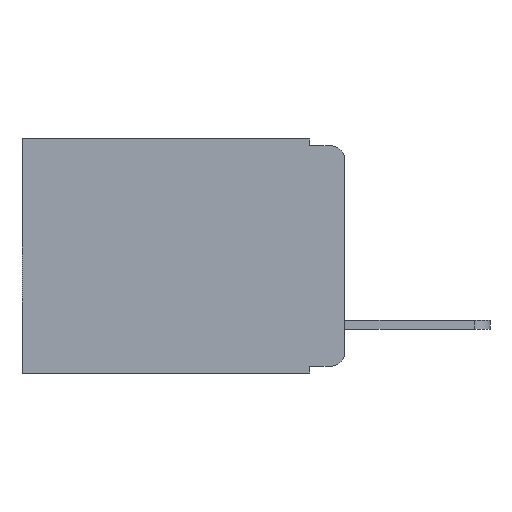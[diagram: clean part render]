
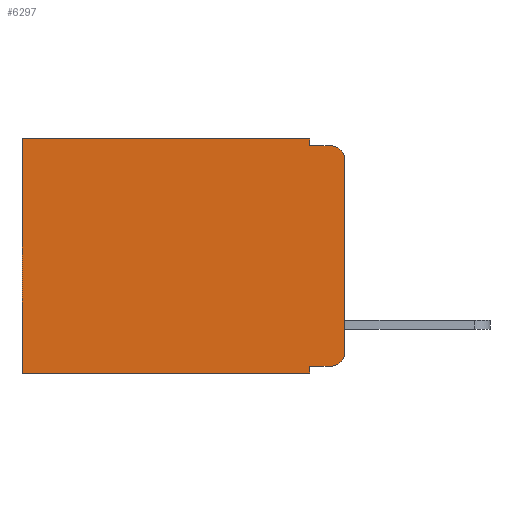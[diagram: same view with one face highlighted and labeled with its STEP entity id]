
A CAD part, left-side view. The second image highlights one B-rep face of the part: STEP entity #6297.
In plain terms, the highlighted planar face has unit normal (-1, 0, 0).
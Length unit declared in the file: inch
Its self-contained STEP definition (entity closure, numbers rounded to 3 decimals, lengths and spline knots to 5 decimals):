
#18 = LINE ( 'NONE', #19471, #5689 ) ;
#27 = ORIENTED_EDGE ( 'NONE', *, *, #16140, .F. ) ;
#285 = CARTESIAN_POINT ( 'NONE',  ( 0.298, 0.473, 0. ) ) ;
#538 = DIRECTION ( 'NONE',  ( -1., 0., 0. ) ) ;
#644 = EDGE_CURVE ( 'NONE', #7259, #6233, #17194, .T. ) ;
#934 = ORIENTED_EDGE ( 'NONE', *, *, #1081, .T. ) ;
#1012 = VECTOR ( 'NONE', #16629, 39.37008 ) ;
#1081 = EDGE_CURVE ( 'NONE', #14056, #18366, #11278, .T. ) ;
#1310 = FACE_OUTER_BOUND ( 'NONE', #10641, .T. ) ;
#1326 = CARTESIAN_POINT ( 'NONE',  ( 0.298, 0., -0.343 ) ) ;
#1856 = DIRECTION ( 'NONE',  ( 1., 0., 0. ) ) ;
#2239 = LINE ( 'NONE', #15044, #3907 ) ;
#2570 = EDGE_CURVE ( 'NONE', #10537, #13414, #16801, .T. ) ;
#3451 = CARTESIAN_POINT ( 'NONE',  ( 0.298, 0.02, -0.03 ) ) ;
#3792 = VERTEX_POINT ( 'NONE', #5643 ) ;
#3907 = VECTOR ( 'NONE', #17997, 39.37008 ) ;
#4004 = AXIS2_PLACEMENT_3D ( 'NONE', #18803, #7129, #17655 ) ;
#4290 = LINE ( 'NONE', #285, #11133 ) ;
#4520 = VECTOR ( 'NONE', #19273, 39.37008 ) ;
#5039 = DIRECTION ( 'NONE',  ( 0., -1., 0. ) ) ;
#5178 = AXIS2_PLACEMENT_3D ( 'NONE', #3451, #538, #6609 ) ;
#5288 = DIRECTION ( 'NONE',  ( 0., 0., -1. ) ) ;
#5643 = CARTESIAN_POINT ( 'NONE',  ( 0.298, 0.051, -0.01 ) ) ;
#5689 = VECTOR ( 'NONE', #16631, 39.37008 ) ;
#5919 = ORIENTED_EDGE ( 'NONE', *, *, #2570, .F. ) ;
#6233 = VERTEX_POINT ( 'NONE', #16658 ) ;
#6297 = ADVANCED_FACE ( 'NONE', ( #1310 ), #9335, .F. ) ;
#6299 = DIRECTION ( 'NONE',  ( 0., 0., -1. ) ) ;
#6352 = VECTOR ( 'NONE', #8418, 39.37008 ) ;
#6371 = CARTESIAN_POINT ( 'NONE',  ( 0.298, 0., 0. ) ) ;
#6564 = LINE ( 'NONE', #15949, #18097 ) ;
#6609 = DIRECTION ( 'NONE',  ( 0., 0., -1. ) ) ;
#6683 = ORIENTED_EDGE ( 'NONE', *, *, #15677, .T. ) ;
#7125 = AXIS2_PLACEMENT_3D ( 'NONE', #6371, #1856, #13867 ) ;
#7129 = DIRECTION ( 'NONE',  ( -1., 0., 0. ) ) ;
#7259 = VERTEX_POINT ( 'NONE', #17343 ) ;
#7940 = CARTESIAN_POINT ( 'NONE',  ( 0.298, 0.051, -0.333 ) ) ;
#8275 = CARTESIAN_POINT ( 'NONE',  ( 0.298, 0.051, -0.333 ) ) ;
#8282 = CARTESIAN_POINT ( 'NONE',  ( 0.298, 0.02, -0.01 ) ) ;
#8418 = DIRECTION ( 'NONE',  ( 0., 1., 0. ) ) ;
#8911 = ORIENTED_EDGE ( 'NONE', *, *, #17653, .F. ) ;
#9335 = PLANE ( 'NONE',  #7125 ) ;
#9518 = LINE ( 'NONE', #14655, #1012 ) ;
#9824 = ORIENTED_EDGE ( 'NONE', *, *, #644, .T. ) ;
#9838 = VERTEX_POINT ( 'NONE', #8275 ) ;
#10005 = CARTESIAN_POINT ( 'NONE',  ( 0.298, 0., -0.313 ) ) ;
#10537 = VERTEX_POINT ( 'NONE', #13351 ) ;
#10641 = EDGE_LOOP ( 'NONE', ( #27, #13854, #11642, #17201, #9824, #6683, #5919, #8911, #16275, #934 ) ) ;
#11095 = EDGE_CURVE ( 'NONE', #3792, #12597, #9518, .T. ) ;
#11133 = VECTOR ( 'NONE', #6299, 39.37008 ) ;
#11278 = CIRCLE ( 'NONE', #4004, 0.02 ) ;
#11567 = EDGE_CURVE ( 'NONE', #16760, #12597, #14547, .T. ) ;
#11642 = ORIENTED_EDGE ( 'NONE', *, *, #11095, .F. ) ;
#12115 = LINE ( 'NONE', #7940, #17073 ) ;
#12597 = VERTEX_POINT ( 'NONE', #8282 ) ;
#12837 = EDGE_CURVE ( 'NONE', #7259, #3792, #2239, .T. ) ;
#13351 = CARTESIAN_POINT ( 'NONE',  ( 0.298, 0.051, -0.343 ) ) ;
#13414 = VERTEX_POINT ( 'NONE', #13497 ) ;
#13497 = CARTESIAN_POINT ( 'NONE',  ( 0.298, 0.473, -0.343 ) ) ;
#13854 = ORIENTED_EDGE ( 'NONE', *, *, #11567, .T. ) ;
#13867 = DIRECTION ( 'NONE',  ( 0., 0., -1. ) ) ;
#14056 = VERTEX_POINT ( 'NONE', #14392 ) ;
#14392 = CARTESIAN_POINT ( 'NONE',  ( 0.298, 0.02, -0.333 ) ) ;
#14547 = CIRCLE ( 'NONE', #5178, 0.02 ) ;
#14655 = CARTESIAN_POINT ( 'NONE',  ( 0.298, 0.051, -0.01 ) ) ;
#14709 = EDGE_CURVE ( 'NONE', #9838, #14056, #12115, .T. ) ;
#15044 = CARTESIAN_POINT ( 'NONE',  ( 0.298, 0.051, 0. ) ) ;
#15072 = CARTESIAN_POINT ( 'NONE',  ( 0.298, 0., -0.03 ) ) ;
#15677 = EDGE_CURVE ( 'NONE', #6233, #13414, #4290, .T. ) ;
#15949 = CARTESIAN_POINT ( 'NONE',  ( 0.298, 0.051, 0. ) ) ;
#16140 = EDGE_CURVE ( 'NONE', #16760, #18366, #18, .T. ) ;
#16275 = ORIENTED_EDGE ( 'NONE', *, *, #14709, .T. ) ;
#16629 = DIRECTION ( 'NONE',  ( 0., -1., 0. ) ) ;
#16631 = DIRECTION ( 'NONE',  ( 0., 0., -1. ) ) ;
#16658 = CARTESIAN_POINT ( 'NONE',  ( 0.298, 0.473, 0. ) ) ;
#16760 = VERTEX_POINT ( 'NONE', #15072 ) ;
#16801 = LINE ( 'NONE', #1326, #4520 ) ;
#17073 = VECTOR ( 'NONE', #5039, 39.37008 ) ;
#17194 = LINE ( 'NONE', #18756, #6352 ) ;
#17201 = ORIENTED_EDGE ( 'NONE', *, *, #12837, .F. ) ;
#17343 = CARTESIAN_POINT ( 'NONE',  ( 0.298, 0.051, 0. ) ) ;
#17653 = EDGE_CURVE ( 'NONE', #9838, #10537, #6564, .T. ) ;
#17655 = DIRECTION ( 'NONE',  ( 0., 0., -1. ) ) ;
#17997 = DIRECTION ( 'NONE',  ( 0., 0., -1. ) ) ;
#18097 = VECTOR ( 'NONE', #5288, 39.37008 ) ;
#18366 = VERTEX_POINT ( 'NONE', #10005 ) ;
#18756 = CARTESIAN_POINT ( 'NONE',  ( 0.298, 0., 0. ) ) ;
#18803 = CARTESIAN_POINT ( 'NONE',  ( 0.298, 0.02, -0.313 ) ) ;
#19273 = DIRECTION ( 'NONE',  ( 0., 1., 0. ) ) ;
#19471 = CARTESIAN_POINT ( 'NONE',  ( 0.298, 0., 0. ) ) ;
